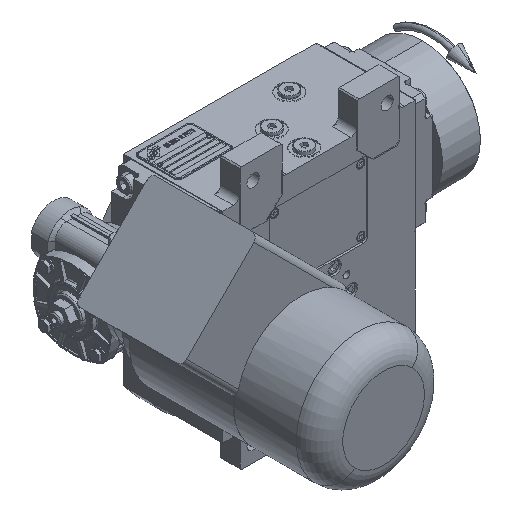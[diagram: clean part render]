
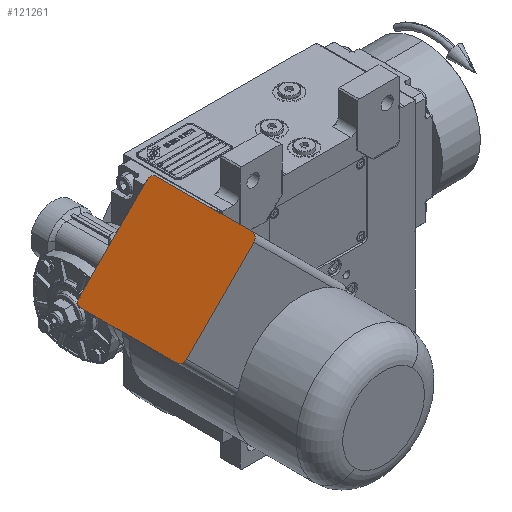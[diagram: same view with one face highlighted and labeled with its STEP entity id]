
A CAD part, isometric view. The second image highlights one B-rep face of the part: STEP entity #121261.
In plain terms, the highlighted face is planar.
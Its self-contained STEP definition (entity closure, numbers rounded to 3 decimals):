
#3165 = VECTOR ( 'NONE', #32941, 1000. ) ;
#6714 = VERTEX_POINT ( 'NONE', #129976 ) ;
#9375 = AXIS2_PLACEMENT_3D ( 'NONE', #80003, #120472, #20380 ) ;
#12715 = ORIENTED_EDGE ( 'NONE', *, *, #56480, .F. ) ;
#13755 = CARTESIAN_POINT ( 'NONE',  ( 110., 50., 53. ) ) ;
#14607 = CARTESIAN_POINT ( 'NONE',  ( 110., 55., -29. ) ) ;
#15438 = DIRECTION ( 'NONE',  ( -1., 0., 0. ) ) ;
#16820 = EDGE_CURVE ( 'NONE', #58843, #23274, #79325, .T. ) ;
#18419 = CIRCLE ( 'NONE', #128440, 5. ) ;
#19390 = CARTESIAN_POINT ( 'NONE',  ( 110., 142., 53. ) ) ;
#20380 = DIRECTION ( 'NONE',  ( 0., 1., 0. ) ) ;
#23113 = CIRCLE ( 'NONE', #54927, 5. ) ;
#23274 = VERTEX_POINT ( 'NONE', #74104 ) ;
#24340 = EDGE_CURVE ( 'NONE', #114999, #6714, #23113, .T. ) ;
#24547 = AXIS2_PLACEMENT_3D ( 'NONE', #43190, #64363, #112131 ) ;
#32267 = CARTESIAN_POINT ( 'NONE',  ( 110., 50., 53. ) ) ;
#32941 = DIRECTION ( 'NONE',  ( 0., 1., 0. ) ) ;
#37499 = VERTEX_POINT ( 'NONE', #19390 ) ;
#39607 = PLANE ( 'NONE',  #9375 ) ;
#40111 = EDGE_CURVE ( 'NONE', #44638, #58843, #96553, .T. ) ;
#40354 = EDGE_CURVE ( 'NONE', #41712, #37499, #115593, .T. ) ;
#41712 = VERTEX_POINT ( 'NONE', #93435 ) ;
#43190 = CARTESIAN_POINT ( 'NONE',  ( 110., 137., 53. ) ) ;
#44638 = VERTEX_POINT ( 'NONE', #96754 ) ;
#45726 = DIRECTION ( 'NONE',  ( 0., 0., -1. ) ) ;
#46218 = CARTESIAN_POINT ( 'NONE',  ( 110., 55., 53. ) ) ;
#48344 = EDGE_LOOP ( 'NONE', ( #83452, #50619, #117185, #63561, #77273, #12715, #127284, #88909 ) ) ;
#48920 = DIRECTION ( 'NONE',  ( 0., 0., -1. ) ) ;
#50619 = ORIENTED_EDGE ( 'NONE', *, *, #16820, .F. ) ;
#51580 = CARTESIAN_POINT ( 'NONE',  ( 110., 137., -34. ) ) ;
#53314 = VERTEX_POINT ( 'NONE', #111430 ) ;
#54162 = DIRECTION ( 'NONE',  ( 0., 0., 1. ) ) ;
#54927 = AXIS2_PLACEMENT_3D ( 'NONE', #46218, #125790, #125156 ) ;
#55687 = DIRECTION ( 'NONE',  ( -1., 0., 0. ) ) ;
#56480 = EDGE_CURVE ( 'NONE', #6714, #41712, #70126, .T. ) ;
#58207 = LINE ( 'NONE', #108551, #63320 ) ;
#58843 = VERTEX_POINT ( 'NONE', #51580 ) ;
#60538 = AXIS2_PLACEMENT_3D ( 'NONE', #127430, #15438, #108163 ) ;
#63320 = VECTOR ( 'NONE', #48920, 1000. ) ;
#63561 = ORIENTED_EDGE ( 'NONE', *, *, #98784, .F. ) ;
#64363 = DIRECTION ( 'NONE',  ( -1., 0., 0. ) ) ;
#70126 = LINE ( 'NONE', #84607, #3165 ) ;
#70981 = VECTOR ( 'NONE', #119123, 1000. ) ;
#74058 = LINE ( 'NONE', #13755, #92686 ) ;
#74104 = CARTESIAN_POINT ( 'NONE',  ( 110., 55., -34. ) ) ;
#77273 = ORIENTED_EDGE ( 'NONE', *, *, #40354, .F. ) ;
#79325 = LINE ( 'NONE', #87960, #70981 ) ;
#80003 = CARTESIAN_POINT ( 'NONE',  ( 110., 0., 0. ) ) ;
#83452 = ORIENTED_EDGE ( 'NONE', *, *, #111945, .F. ) ;
#84607 = CARTESIAN_POINT ( 'NONE',  ( 110., 137., 58. ) ) ;
#87960 = CARTESIAN_POINT ( 'NONE',  ( 110., 55., -34. ) ) ;
#88909 = ORIENTED_EDGE ( 'NONE', *, *, #102195, .F. ) ;
#92686 = VECTOR ( 'NONE', #54162, 1000. ) ;
#93435 = CARTESIAN_POINT ( 'NONE',  ( 110., 137., 58. ) ) ;
#96553 = CIRCLE ( 'NONE', #60538, 5. ) ;
#96754 = CARTESIAN_POINT ( 'NONE',  ( 110., 142., -29. ) ) ;
#98784 = EDGE_CURVE ( 'NONE', #37499, #44638, #58207, .T. ) ;
#102195 = EDGE_CURVE ( 'NONE', #53314, #114999, #74058, .T. ) ;
#108163 = DIRECTION ( 'NONE',  ( 0., 0., -1. ) ) ;
#108551 = CARTESIAN_POINT ( 'NONE',  ( 110., 142., -29. ) ) ;
#111166 = FACE_OUTER_BOUND ( 'NONE', #48344, .T. ) ;
#111430 = CARTESIAN_POINT ( 'NONE',  ( 110., 50., -29. ) ) ;
#111945 = EDGE_CURVE ( 'NONE', #23274, #53314, #18419, .T. ) ;
#112131 = DIRECTION ( 'NONE',  ( 0., 0., -1. ) ) ;
#114999 = VERTEX_POINT ( 'NONE', #32267 ) ;
#115593 = CIRCLE ( 'NONE', #24547, 5. ) ;
#117185 = ORIENTED_EDGE ( 'NONE', *, *, #40111, .F. ) ;
#119123 = DIRECTION ( 'NONE',  ( 0., -1., 0. ) ) ;
#120472 = DIRECTION ( 'NONE',  ( 1., 0., 0. ) ) ;
#121261 = ADVANCED_FACE ( 'NONE', ( #111166 ), #39607, .T. ) ;
#125156 = DIRECTION ( 'NONE',  ( 0., 0., -1. ) ) ;
#125790 = DIRECTION ( 'NONE',  ( -1., 0., 0. ) ) ;
#127284 = ORIENTED_EDGE ( 'NONE', *, *, #24340, .F. ) ;
#127430 = CARTESIAN_POINT ( 'NONE',  ( 110., 137., -29. ) ) ;
#128440 = AXIS2_PLACEMENT_3D ( 'NONE', #14607, #55687, #45726 ) ;
#129976 = CARTESIAN_POINT ( 'NONE',  ( 110., 55., 58. ) ) ;
